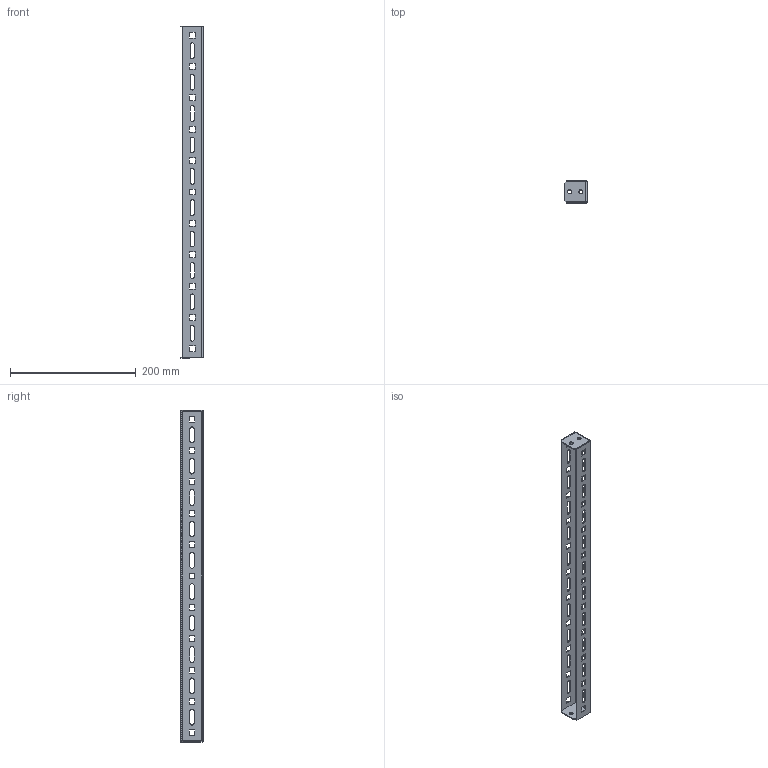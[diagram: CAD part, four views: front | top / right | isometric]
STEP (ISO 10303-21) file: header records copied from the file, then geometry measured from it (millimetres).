
FILE_DESCRIPTION (( 'STEP AP203' ), '1' );
FILE_NAME ('Ïîïåðå÷íàÿ ðåéêà FORD äëÿ êîðïóñà øèðèíîé 600 (4øò.) EKF PROxima.STEP', '2020-10-26T06:39:02', ( '' ), ( '' ), 'SwSTEP 2.0', 'SolidWorks 2019', '' );
FILE_SCHEMA (( 'CONFIG_CONTROL_DESIGN' ));
Length unit declared in the file: millimetre
Products named in the file (1): Ïîïåðå÷íàÿ ðåéêà FORD äëÿ êîðïóñà øèðèíîé 600 (4øò.) EKF PROxima
Bounding box: 36 x 36 x 529 mm (x, y, z)
Volume: 68552.5 mm3; surface area: 98115.7 mm2
Topology: 1 solids, 1 shells, 322 faces, 928 edges, 608 vertices
Faces by surface type: plane 218, cylinder 96, bspline 8
Entity records: 11141 total; most frequent: CARTESIAN_POINT 2263, ORIENTED_EDGE 1856, DIRECTION 1706, EDGE_CURVE 928, LINE 724, VECTOR 724, VERTEX_POINT 608, AXIS2_PLACEMENT_3D 491
